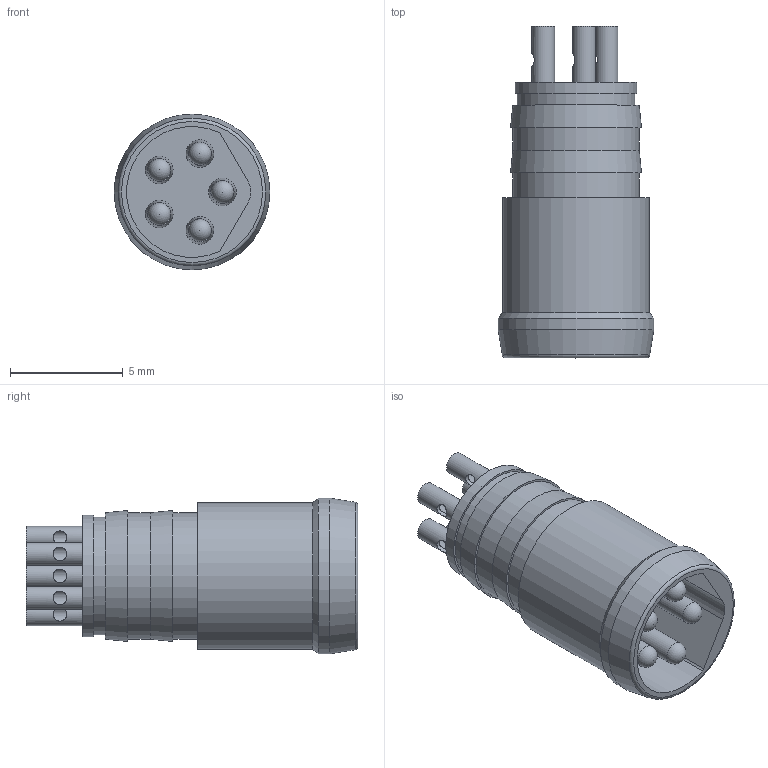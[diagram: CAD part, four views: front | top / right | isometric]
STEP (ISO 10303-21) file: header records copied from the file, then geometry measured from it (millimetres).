
FILE_DESCRIPTION(/* description */ (''),/* implementation_level */ '2;1');
FILE_NAME(/* name */ 'ESP5SL.stp',/* time_stamp */ '2018-09-12T17:57:20+02:00',/* author */ (''),/* organization */ (''),/* preprocessor_version */ 'ST-DEVELOPER v16',/* originating_system */ 'SIEMENS PLM Software NX 10.0',/* authorisation */ '');
FILE_SCHEMA (('AUTOMOTIVE_DESIGN { 1 0 10303 214 3 1 1 1 }'));
Length unit declared in the file: millimetre
Products named in the file (1): ESP5SL
Bounding box: 6.9 x 14.7 x 6.9 mm (x, y, z)
Volume: 269.1 mm3; surface area: 526.6 mm2
Topology: 1 solids, 1 shells, 75 faces, 161 edges, 104 vertices
Faces by surface type: cylinder 30, plane 20, cone 19, sphere 5, torus 1
Full cylindrical faces by diameter (mm): 0.6 x5, 0.7 x5, 1 x10, 5.2 x1, 5.4 x1, 5.6 x2, 6.5 x1, 6.9 x1
Entity records: 2299 total; most frequent: CARTESIAN_POINT 900, DIRECTION 302, ORIENTED_EDGE 180, EDGE_LOOP 152, FACE_BOUND 146, AXIS2_PLACEMENT_3D 146, EDGE_CURVE 90, VERTEX_POINT 89
